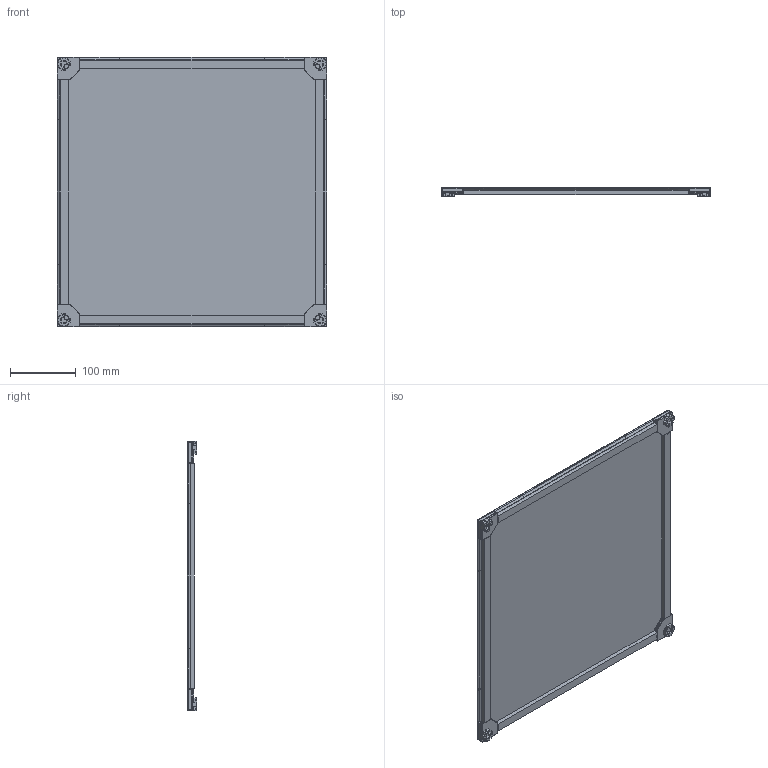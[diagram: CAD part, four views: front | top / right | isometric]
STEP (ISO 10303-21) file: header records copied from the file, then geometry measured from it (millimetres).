
FILE_DESCRIPTION((''),'2;1');
FILE_NAME('TOP_PANEL_01A_ASM','2021-06-05T',('Pa'),(''),'PRO/ENGINEER BY PARAMETRIC TECHNOLOGY CORPORATION, 2012230','PRO/ENGINEER BY PARAMETRIC TECHNOLOGY CORPORATION, 2012230','');
FILE_SCHEMA(('CONFIG_CONTROL_DESIGN'));
Length unit declared in the file: millimetre
Products named in the file (7): TOP_PANEL_01A; PANEL_CORNER_01A; FRAME_CORNER_01A; FOAM_6_35MM; TOP_SKIRT_01A; TOP_CORNER_SKIRT_02A; TOP_PANEL_01A_ASM
Assembly tree (21 placements, depth 2):
  TOP_PANEL_01A_ASM
    TOP_PANEL_01A
    PANEL_CORNER_01A  x4
    FRAME_CORNER_01A  x4
    FOAM_6_35MM  x4
    TOP_SKIRT_01A  x4
    TOP_CORNER_SKIRT_02A  x4
Bounding box: 410 x 13.8 x 410 mm (x, y, z)
Volume: 661226.9 mm3; surface area: 466141.3 mm2
Topology: 21 solids, 21 shells, 918 faces, 2208 edges, 1332 vertices
Faces by surface type: plane 618, cone 164, cylinder 136
Entity records: 7046 total; most frequent: CARTESIAN_POINT 1249, DIRECTION 1193, ORIENTED_EDGE 1140, EDGE_CURVE 570, VECTOR 441, LINE 441, AXIS2_PLACEMENT_3D 376, VERTEX_POINT 345
